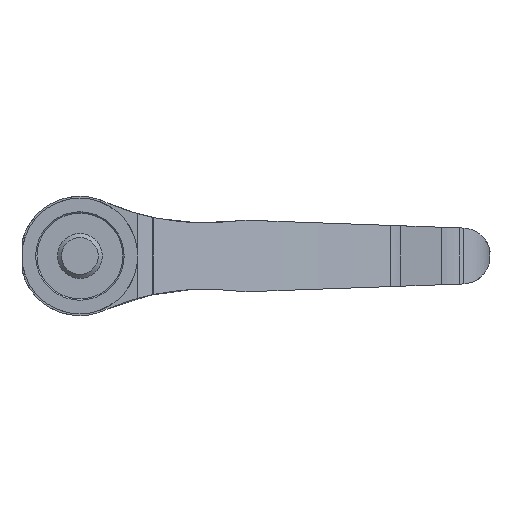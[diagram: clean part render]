
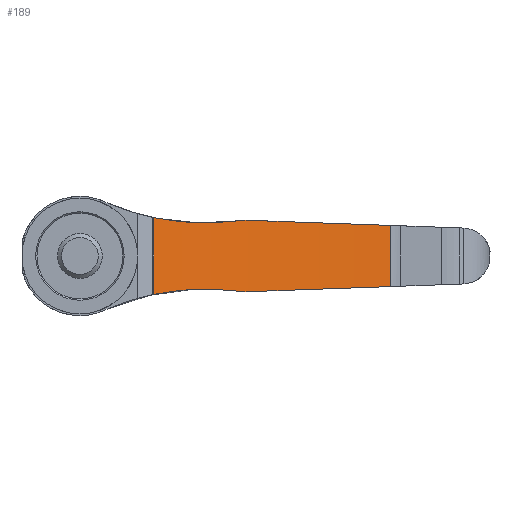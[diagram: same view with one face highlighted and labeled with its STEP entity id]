
A CAD part, front view. The second image highlights one B-rep face of the part: STEP entity #189.
In plain terms, the highlighted cylindrical face has radius 289.16 mm (diameter 578.32 mm), a partial arc.
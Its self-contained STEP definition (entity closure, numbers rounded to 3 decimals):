
#189 = ADVANCED_FACE( '', ( #388 ), #389, .F. );
#388 = FACE_OUTER_BOUND( '', #582, .T. );
#389 = CYLINDRICAL_SURFACE( '', #583, 289.16 );
#582 = EDGE_LOOP( '', ( #1060, #1061, #1062, #1063, #1064, #1065, #1066, #1067 ) );
#583 = AXIS2_PLACEMENT_3D( '', #1068, #1069, #1070 );
#1060 = ORIENTED_EDGE( '', *, *, #1130, .T. );
#1061 = ORIENTED_EDGE( '', *, *, #1122, .F. );
#1062 = ORIENTED_EDGE( '', *, *, #1191, .T. );
#1063 = ORIENTED_EDGE( '', *, *, #1235, .T. );
#1064 = ORIENTED_EDGE( '', *, *, #1176, .F. );
#1065 = ORIENTED_EDGE( '', *, *, #1221, .T. );
#1066 = ORIENTED_EDGE( '', *, *, #1180, .T. );
#1067 = ORIENTED_EDGE( '', *, *, #1093, .F. );
#1068 = CARTESIAN_POINT( '', ( 152.317, -223.239, 32. ) );
#1069 = DIRECTION( '', ( 0., 0., 1. ) );
#1070 = DIRECTION( '', ( -1., 0., 0. ) );
#1093 = EDGE_CURVE( '', #1287, #1289, #1290, .T. );
#1122 = EDGE_CURVE( '', #1337, #1339, #1340, .T. );
#1130 = EDGE_CURVE( '', #1287, #1339, #1352, .T. );
#1176 = EDGE_CURVE( '', #1427, #1429, #1430, .T. );
#1180 = EDGE_CURVE( '', #1435, #1289, #1436, .T. );
#1191 = EDGE_CURVE( '', #1337, #1451, #1452, .T. );
#1221 = EDGE_CURVE( '', #1427, #1435, #1496, .F. );
#1235 = EDGE_CURVE( '', #1451, #1429, #1513, .F. );
#1287 = VERTEX_POINT( '', #1569 );
#1289 = VERTEX_POINT( '', #1574 );
#1290 = B_SPLINE_CURVE_WITH_KNOTS( '', 3, ( #1575, #1576, #1577, #1578, #1579, #1580 ), .UNSPECIFIED., .F., .F., ( 4, 2, 4 ), ( 0., 0.013, 0.025 ), .UNSPECIFIED. );
#1337 = VERTEX_POINT( '', #1715 );
#1339 = VERTEX_POINT( '', #1718 );
#1340 = B_SPLINE_CURVE_WITH_KNOTS( '', 3, ( #1719, #1720, #1721, #1722, #1723, #1724 ), .UNSPECIFIED., .F., .F., ( 4, 2, 4 ), ( 0., 0.013, 0.025 ), .UNSPECIFIED. );
#1352 = LINE( '', #1757, #1758 );
#1427 = VERTEX_POINT( '', #1896 );
#1429 = VERTEX_POINT( '', #1898 );
#1430 = LINE( '', #1899, #1900 );
#1435 = VERTEX_POINT( '', #1906 );
#1436 = B_SPLINE_CURVE_WITH_KNOTS( '', 3, ( #1907, #1908, #1909, #1910 ), .UNSPECIFIED., .F., .F., ( 4, 4 ), ( 0., 0.002 ), .UNSPECIFIED. );
#1451 = VERTEX_POINT( '', #1929 );
#1452 = B_SPLINE_CURVE_WITH_KNOTS( '', 3, ( #1930, #1931, #1932, #1933 ), .UNSPECIFIED., .F., .F., ( 4, 4 ), ( 0., 0.002 ), .UNSPECIFIED. );
#1496 = ELLIPSE( '', #2039, 289.347, 289.16 );
#1513 = ELLIPSE( '', #2081, 289.347, 289.16 );
#1569 = CARTESIAN_POINT( '', ( 19.824, 33.781, 10.293 ) );
#1574 = CARTESIAN_POINT( '', ( 42.804, 44.381, 9.45 ) );
#1575 = CARTESIAN_POINT( '', ( 19.824, 33.781, 10.293 ) );
#1576 = CARTESIAN_POINT( '', ( 23.558, 35.706, 9.505 ) );
#1577 = CARTESIAN_POINT( '', ( 27.339, 37.552, 9.036 ) );
#1578 = CARTESIAN_POINT( '', ( 34.998, 41.086, 8.743 ) );
#1579 = CARTESIAN_POINT( '', ( 38.876, 42.774, 8.918 ) );
#1580 = CARTESIAN_POINT( '', ( 42.804, 44.381, 9.45 ) );
#1715 = CARTESIAN_POINT( '', ( 42.804, 44.381, -9.45 ) );
#1718 = CARTESIAN_POINT( '', ( 19.824, 33.781, -10.293 ) );
#1719 = CARTESIAN_POINT( '', ( 42.804, 44.381, -9.45 ) );
#1720 = CARTESIAN_POINT( '', ( 38.876, 42.774, -8.918 ) );
#1721 = CARTESIAN_POINT( '', ( 34.998, 41.086, -8.743 ) );
#1722 = CARTESIAN_POINT( '', ( 27.339, 37.552, -9.036 ) );
#1723 = CARTESIAN_POINT( '', ( 23.558, 35.706, -9.505 ) );
#1724 = CARTESIAN_POINT( '', ( 19.824, 33.781, -10.293 ) );
#1757 = CARTESIAN_POINT( '', ( 19.824, 33.781, 32. ) );
#1758 = VECTOR( '', #2260, 1000. );
#1896 = CARTESIAN_POINT( '', ( 83.209, 57.542, 8.194 ) );
#1898 = CARTESIAN_POINT( '', ( 83.209, 57.542, -8.194 ) );
#1899 = CARTESIAN_POINT( '', ( 83.209, 57.542, 32. ) );
#1900 = VECTOR( '', #2336, 1000. );
#1906 = CARTESIAN_POINT( '', ( 45.114, 45.315, 9.564 ) );
#1907 = CARTESIAN_POINT( '', ( 45.114, 45.315, 9.564 ) );
#1908 = CARTESIAN_POINT( '', ( 44.34, 45.006, 9.592 ) );
#1909 = CARTESIAN_POINT( '', ( 43.57, 44.694, 9.554 ) );
#1910 = CARTESIAN_POINT( '', ( 42.804, 44.381, 9.45 ) );
#1929 = CARTESIAN_POINT( '', ( 45.114, 45.315, -9.564 ) );
#1930 = CARTESIAN_POINT( '', ( 42.804, 44.381, -9.45 ) );
#1931 = CARTESIAN_POINT( '', ( 43.57, 44.694, -9.554 ) );
#1932 = CARTESIAN_POINT( '', ( 44.34, 45.006, -9.592 ) );
#1933 = CARTESIAN_POINT( '', ( 45.114, 45.315, -9.564 ) );
#2039 = AXIS2_PLACEMENT_3D( '', #2398, #2399, #2400 );
#2081 = AXIS2_PLACEMENT_3D( '', #2417, #2418, #2419 );
#2260 = DIRECTION( '', ( 0., 0., -1. ) );
#2336 = DIRECTION( '', ( 0., 0., -1. ) );
#2398 = CARTESIAN_POINT( '', ( 152.317, -223.239, 5.708 ) );
#2399 = DIRECTION( '', ( -0.036, 0., -0.999 ) );
#2400 = DIRECTION( '', ( 0.999, 0., -0.036 ) );
#2417 = CARTESIAN_POINT( '', ( 152.317, -223.239, -5.708 ) );
#2418 = DIRECTION( '', ( -0.036, 0., 0.999 ) );
#2419 = DIRECTION( '', ( -0.999, 0., -0.036 ) );
